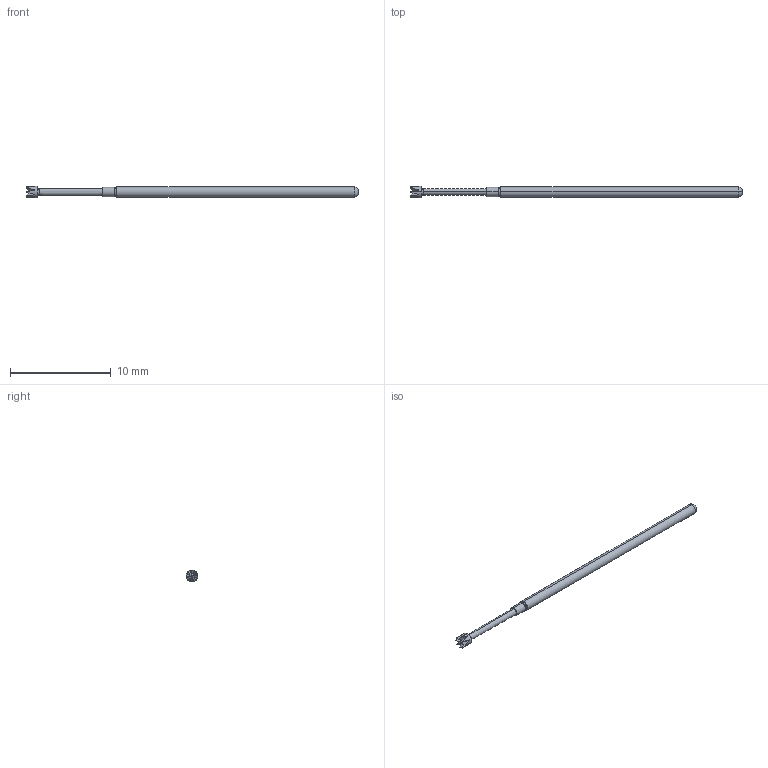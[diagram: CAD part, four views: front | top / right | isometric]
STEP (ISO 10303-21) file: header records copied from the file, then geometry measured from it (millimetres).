
FILE_DESCRIPTION (( 'STEP AP214' ), '1' );
FILE_NAME ('075-PR_2558_.STEP', '2021-11-24T20:24:13', ( '' ), ( '' ), 'SwSTEP 2.0', 'SolidWorks 2020', '' );
FILE_SCHEMA (( 'AUTOMOTIVE_DESIGN' ));
Length unit declared in the file: inch
Products named in the file (1): 075-PR_2558_
Bounding box: 33.02 x 1.17 x 1.17 mm (x, y, z)
Volume: 23.6 mm3; surface area: 102.4 mm2
Topology: 1 solids, 1 shells, 67 faces, 158 edges, 94 vertices
Faces by surface type: bspline 24, cone 17, plane 10, torus 8, cylinder 8
Entity records: 6492 total; most frequent: CARTESIAN_POINT 4256, ORIENTED_EDGE 316, DIRECTION 211, EDGE_CURVE 158, AXIS2_PLACEMENT_3D 97, VERTEX_POINT 94, B_SPLINE_CURVE_WITH_KNOTS 88, DIMENSIONAL_EXPONENTS 70
